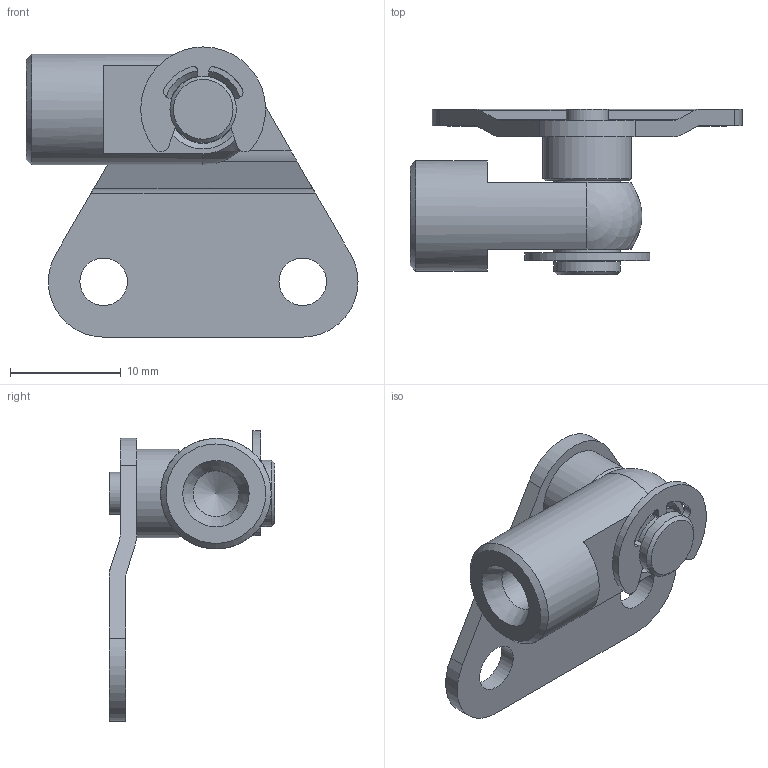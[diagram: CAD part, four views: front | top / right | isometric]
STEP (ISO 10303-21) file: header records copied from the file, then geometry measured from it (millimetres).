
FILE_DESCRIPTION(('FreeCAD Model'),'2;1');
FILE_NAME('Eye 6mm rod 6mm thick and side bracket.stp','2019-07-24T17:08:09',('Author'),(''), 'Open CASCADE STEP processor 7.2','FreeCAD','Unknown');
FILE_SCHEMA(('AUTOMOTIVE_DESIGN { 1 0 10303 214 1 1 1 1 }'));
Length unit declared in the file: metre
Products named in the file (4): ENG-002418; ENG-007539; ENG-004955; ENG-000387
Bounding box: 30.02 x 15 x 26.24 mm (x, y, z)
Volume: 2098 mm3; surface area: 2508.8 mm2
Topology: 4 solids, 4 shells, 68 faces, 165 edges, 107 vertices
Faces by surface type: cylinder 32, plane 28, cone 7, sphere 1
Full cylindrical faces by diameter (mm): 3.8 x1, 4 x1, 4.134 x1, 4.3 x2, 5 x1, 6 x2, 6.1 x1, 8 x1, 10 x1
Entity records: 5133 total; most frequent: CARTESIAN_POINT 1816, DIRECTION 610, ORIENTED_EDGE 324, PCURVE 324, DEFINITIONAL_REPRESENTATION 324, LINE 284, VECTOR 284, EDGE_CURVE 162
